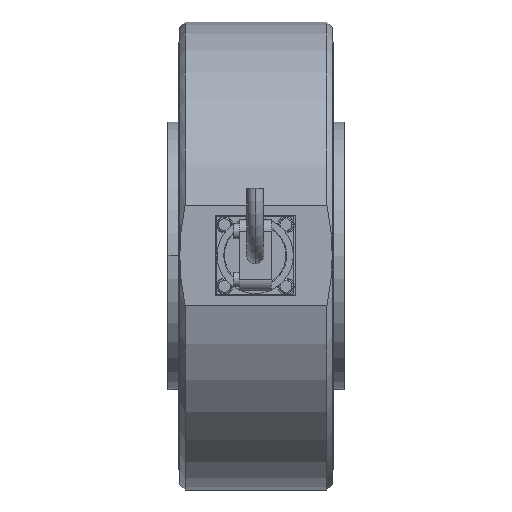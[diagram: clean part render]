
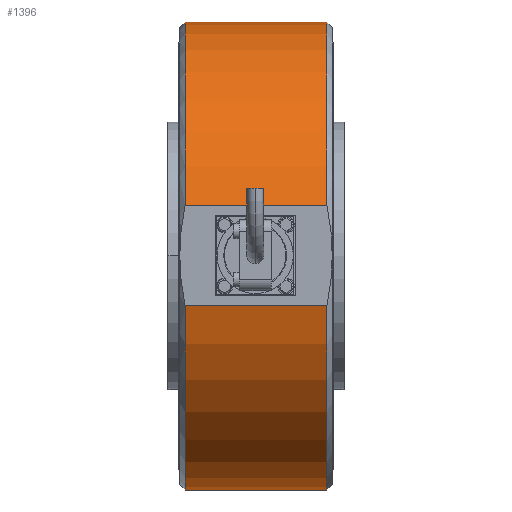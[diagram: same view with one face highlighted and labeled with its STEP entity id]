
A CAD part, top view. The second image highlights one B-rep face of the part: STEP entity #1396.
In plain terms, the highlighted cylindrical face has radius 87.5 mm (diameter 175 mm), a partial arc.
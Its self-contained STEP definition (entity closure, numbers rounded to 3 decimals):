
#1244=CARTESIAN_POINT('',(26.5,85.5,18.601));
#1245=VERTEX_POINT('',#1244);
#1259=CARTESIAN_POINT('',(26.5,85.5,-18.601));
#1260=VERTEX_POINT('',#1259);
#1274=CARTESIAN_POINT('',(-26.5,85.5,-18.601));
#1275=VERTEX_POINT('',#1274);
#1276=CARTESIAN_POINT('',(-26.5,85.5,-18.601));
#1277=DIRECTION('',(1.0,0.0,0.0));
#1278=VECTOR('',#1277,53.);
#1279=LINE('',#1276,#1278);
#1280=EDGE_CURVE('',#1275,#1260,#1279,.T.);
#1297=CARTESIAN_POINT('',(-26.5,85.5,18.601));
#1298=VERTEX_POINT('',#1297);
#1312=CARTESIAN_POINT('',(26.5,85.5,18.601));
#1313=DIRECTION('',(-1.0,0.0,0.0));
#1314=VECTOR('',#1313,53.);
#1315=LINE('',#1312,#1314);
#1316=EDGE_CURVE('',#1245,#1298,#1315,.T.);
#1351=CARTESIAN_POINT('',(-26.5,0.0,0.0));
#1352=DIRECTION('',(-1.0,0.0,0.0));
#1353=DIRECTION('',(0.0,-1.0,0.0));
#1354=AXIS2_PLACEMENT_3D('',#1351,#1352,#1353);
#1355=CIRCLE('',#1354,87.5);
#1356=EDGE_CURVE('',#1275,#1298,#1355,.T.);
#1367=CARTESIAN_POINT('',(26.5,0.0,0.0));
#1368=DIRECTION('',(1.0,0.0,0.0));
#1369=DIRECTION('',(0.0,-1.0,0.0));
#1370=AXIS2_PLACEMENT_3D('',#1367,#1368,#1369);
#1371=CIRCLE('',#1370,87.5);
#1372=EDGE_CURVE('',#1245,#1260,#1371,.T.);
#1385=CARTESIAN_POINT('',(0.,0.0,0.0));
#1386=DIRECTION('',(1.0,0.0,0.0));
#1387=DIRECTION('',(0.0,1.0,0.0));
#1388=AXIS2_PLACEMENT_3D('',#1385,#1386,#1387);
#1389=CYLINDRICAL_SURFACE('',#1388,87.5);
#1390=ORIENTED_EDGE('',*,*,#1316,.T.);
#1391=ORIENTED_EDGE('',*,*,#1356,.F.);
#1392=ORIENTED_EDGE('',*,*,#1280,.T.);
#1393=ORIENTED_EDGE('',*,*,#1372,.F.);
#1394=EDGE_LOOP('',(#1390,#1391,#1392,#1393));
#1395=FACE_OUTER_BOUND('',#1394,.T.);
#1396=ADVANCED_FACE('',(#1395),#1389,.T.);
